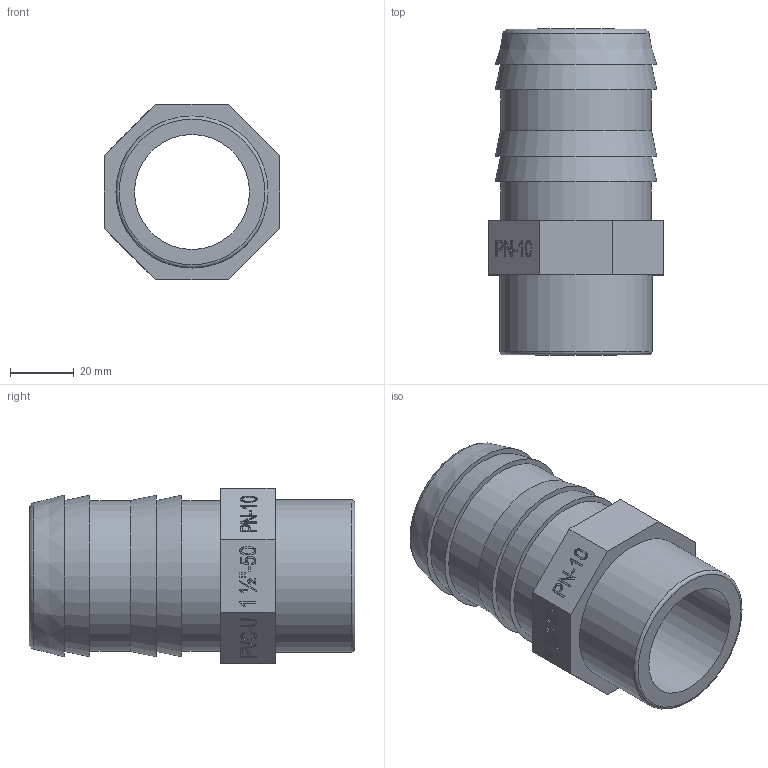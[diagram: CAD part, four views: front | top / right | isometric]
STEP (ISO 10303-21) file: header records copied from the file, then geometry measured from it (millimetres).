
FILE_DESCRIPTION( ( 'Unknown' ), '1' );
FILE_NAME( 'Espiga ø 50-1½''''_Rev.1.stp', 'Unknown', ( 'Unknown' ), ( 'Unknown' ), 'PSStep 16.0.42', 'Unknown', ' ' );
FILE_SCHEMA( ( 'AUTOMOTIVE_DESIGN { 1 0 10303 214 1 1 1 1 }' ) );
Length unit declared in the file: millimetre
Products named in the file (1): 1
Bounding box: 55 x 102 x 55 mm (x, y, z)
Volume: 91841.6 mm3; surface area: 31410.7 mm2
Topology: 1 solids, 1 shells, 248 faces, 639 edges, 426 vertices
Faces by surface type: plane 158, extrusion 66, cylinder 18, cone 4, torus 2
Full cylindrical faces by diameter (mm): 9.6 x1, 10 x1, 36 x1, 47.2 x2, 47.62 x1
Entity records: 10107 total; most frequent: CARTESIAN_POINT 2322, ORIENTED_EDGE 1248, DIRECTION 969, EDGE_CURVE 624, VECTOR 513, LINE 447, VERTEX_POINT 423, EDGE_LOOP 295
